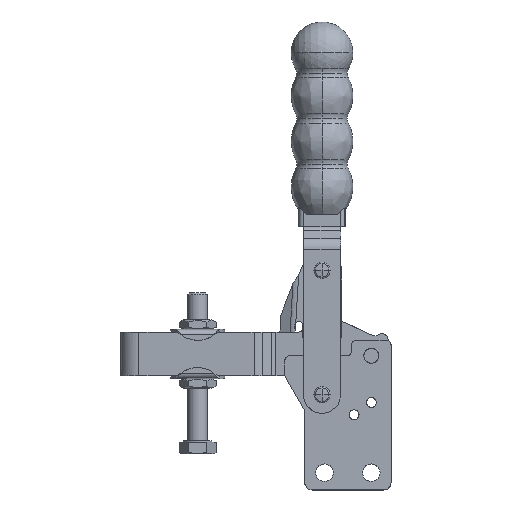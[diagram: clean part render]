
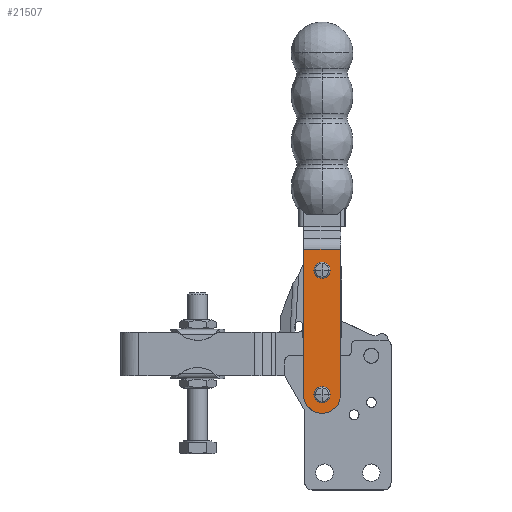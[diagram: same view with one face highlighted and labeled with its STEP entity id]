
A CAD part, top view. The second image highlights one B-rep face of the part: STEP entity #21507.
In plain terms, the highlighted planar face has unit normal (0, 0, 1).
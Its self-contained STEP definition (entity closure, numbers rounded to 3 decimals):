
#20878=AXIS2_PLACEMENT_3D('Circle Axis2P3D',#20876,#20877,$) ;
#21386=AXIS2_PLACEMENT_3D('Plane Axis2P3D',#21383,#21384,#21385) ;
#20813=CARTESIAN_POINT('Vertex',(-0.5,20.413,18.)) ;
#20816=CARTESIAN_POINT('Line Origine',(-0.5,49.909,18.)) ;
#20820=CARTESIAN_POINT('Vertex',(-0.5,79.405,18.)) ;
#20876=CARTESIAN_POINT('Axis2P3D Location',(7.,20.413,18.)) ;
#20880=CARTESIAN_POINT('Vertex',(14.5,20.413,18.)) ;
#20940=CARTESIAN_POINT('Vertex',(14.5,79.405,18.)) ;
#20943=CARTESIAN_POINT('Line Origine',(14.5,49.909,18.)) ;
#21383=CARTESIAN_POINT('Axis2P3D Location',(7.,92.813,18.)) ;
#21388=CARTESIAN_POINT('Line Origine',(7.,79.405,18.)) ;
#21400=CARTESIAN_POINT('Control Point',(10.,20.413,18.)) ;
#21401=CARTESIAN_POINT('Control Point',(10.,20.074,18.)) ;
#21402=CARTESIAN_POINT('Control Point',(9.952,19.735,18.)) ;
#21403=CARTESIAN_POINT('Control Point',(9.856,19.404,18.)) ;
#21404=CARTESIAN_POINT('Control Point',(9.573,18.78,18.)) ;
#21405=CARTESIAN_POINT('Control Point',(9.128,18.258,18.)) ;
#21406=CARTESIAN_POINT('Control Point',(8.87,18.031,18.)) ;
#21407=CARTESIAN_POINT('Control Point',(8.297,17.655,18.)) ;
#21408=CARTESIAN_POINT('Control Point',(7.642,17.453,18.)) ;
#21409=CARTESIAN_POINT('Control Point',(7.302,17.399,18.)) ;
#21410=CARTESIAN_POINT('Control Point',(6.616,17.39,18.)) ;
#21411=CARTESIAN_POINT('Control Point',(5.955,17.57,18.)) ;
#21412=CARTESIAN_POINT('Control Point',(5.639,17.707,18.)) ;
#21413=CARTESIAN_POINT('Control Point',(5.055,18.066,18.)) ;
#21414=CARTESIAN_POINT('Control Point',(4.594,18.573,18.)) ;
#21415=CARTESIAN_POINT('Control Point',(4.401,18.858,18.)) ;
#21416=CARTESIAN_POINT('Control Point',(4.167,19.337,18.)) ;
#21417=CARTESIAN_POINT('Control Point',(4.044,19.851,18.)) ;
#21418=CARTESIAN_POINT('Control Point',(4.015,20.038,18.)) ;
#21419=CARTESIAN_POINT('Control Point',(4.,20.226,18.)) ;
#21420=CARTESIAN_POINT('Control Point',(4.,20.413,18.)) ;
#21421=CARTESIAN_POINT('Vertex',(10.,20.413,18.)) ;
#21423=CARTESIAN_POINT('Vertex',(4.,20.413,18.)) ;
#21427=CARTESIAN_POINT('Control Point',(4.,20.413,18.)) ;
#21428=CARTESIAN_POINT('Control Point',(4.,20.753,18.)) ;
#21429=CARTESIAN_POINT('Control Point',(4.048,21.092,18.)) ;
#21430=CARTESIAN_POINT('Control Point',(4.144,21.423,18.)) ;
#21431=CARTESIAN_POINT('Control Point',(4.427,22.047,18.)) ;
#21432=CARTESIAN_POINT('Control Point',(4.872,22.569,18.)) ;
#21433=CARTESIAN_POINT('Control Point',(5.13,22.796,18.)) ;
#21434=CARTESIAN_POINT('Control Point',(5.703,23.172,18.)) ;
#21435=CARTESIAN_POINT('Control Point',(6.358,23.374,18.)) ;
#21436=CARTESIAN_POINT('Control Point',(6.698,23.427,18.)) ;
#21437=CARTESIAN_POINT('Control Point',(7.384,23.437,18.)) ;
#21438=CARTESIAN_POINT('Control Point',(8.045,23.256,18.)) ;
#21439=CARTESIAN_POINT('Control Point',(8.361,23.12,18.)) ;
#21440=CARTESIAN_POINT('Control Point',(8.945,22.76,18.)) ;
#21441=CARTESIAN_POINT('Control Point',(9.406,22.253,18.)) ;
#21442=CARTESIAN_POINT('Control Point',(9.599,21.969,18.)) ;
#21443=CARTESIAN_POINT('Control Point',(9.833,21.49,18.)) ;
#21444=CARTESIAN_POINT('Control Point',(9.956,20.976,18.)) ;
#21445=CARTESIAN_POINT('Control Point',(9.985,20.789,18.)) ;
#21446=CARTESIAN_POINT('Control Point',(10.,20.601,18.)) ;
#21447=CARTESIAN_POINT('Control Point',(10.,20.413,18.)) ;
#21454=CARTESIAN_POINT('Control Point',(10.,70.913,18.)) ;
#21455=CARTESIAN_POINT('Control Point',(10.,70.574,18.)) ;
#21456=CARTESIAN_POINT('Control Point',(9.952,70.235,18.)) ;
#21457=CARTESIAN_POINT('Control Point',(9.856,69.904,18.)) ;
#21458=CARTESIAN_POINT('Control Point',(9.573,69.28,18.)) ;
#21459=CARTESIAN_POINT('Control Point',(9.128,68.758,18.)) ;
#21460=CARTESIAN_POINT('Control Point',(8.87,68.531,18.)) ;
#21461=CARTESIAN_POINT('Control Point',(8.297,68.155,18.)) ;
#21462=CARTESIAN_POINT('Control Point',(7.642,67.953,18.)) ;
#21463=CARTESIAN_POINT('Control Point',(7.302,67.899,18.)) ;
#21464=CARTESIAN_POINT('Control Point',(6.616,67.89,18.)) ;
#21465=CARTESIAN_POINT('Control Point',(5.955,68.07,18.)) ;
#21466=CARTESIAN_POINT('Control Point',(5.639,68.207,18.)) ;
#21467=CARTESIAN_POINT('Control Point',(5.055,68.566,18.)) ;
#21468=CARTESIAN_POINT('Control Point',(4.594,69.073,18.)) ;
#21469=CARTESIAN_POINT('Control Point',(4.401,69.358,18.)) ;
#21470=CARTESIAN_POINT('Control Point',(4.167,69.837,18.)) ;
#21471=CARTESIAN_POINT('Control Point',(4.044,70.351,18.)) ;
#21472=CARTESIAN_POINT('Control Point',(4.015,70.538,18.)) ;
#21473=CARTESIAN_POINT('Control Point',(4.,70.726,18.)) ;
#21474=CARTESIAN_POINT('Control Point',(4.,70.913,18.)) ;
#21475=CARTESIAN_POINT('Vertex',(10.,70.913,18.)) ;
#21477=CARTESIAN_POINT('Vertex',(4.,70.913,18.)) ;
#21481=CARTESIAN_POINT('Control Point',(4.,70.913,18.)) ;
#21482=CARTESIAN_POINT('Control Point',(4.,71.253,18.)) ;
#21483=CARTESIAN_POINT('Control Point',(4.048,71.592,18.)) ;
#21484=CARTESIAN_POINT('Control Point',(4.144,71.923,18.)) ;
#21485=CARTESIAN_POINT('Control Point',(4.427,72.547,18.)) ;
#21486=CARTESIAN_POINT('Control Point',(4.872,73.069,18.)) ;
#21487=CARTESIAN_POINT('Control Point',(5.13,73.296,18.)) ;
#21488=CARTESIAN_POINT('Control Point',(5.703,73.672,18.)) ;
#21489=CARTESIAN_POINT('Control Point',(6.358,73.874,18.)) ;
#21490=CARTESIAN_POINT('Control Point',(6.698,73.927,18.)) ;
#21491=CARTESIAN_POINT('Control Point',(7.384,73.937,18.)) ;
#21492=CARTESIAN_POINT('Control Point',(8.045,73.756,18.)) ;
#21493=CARTESIAN_POINT('Control Point',(8.361,73.62,18.)) ;
#21494=CARTESIAN_POINT('Control Point',(8.945,73.26,18.)) ;
#21495=CARTESIAN_POINT('Control Point',(9.406,72.753,18.)) ;
#21496=CARTESIAN_POINT('Control Point',(9.599,72.469,18.)) ;
#21497=CARTESIAN_POINT('Control Point',(9.833,71.99,18.)) ;
#21498=CARTESIAN_POINT('Control Point',(9.956,71.476,18.)) ;
#21499=CARTESIAN_POINT('Control Point',(9.985,71.289,18.)) ;
#21500=CARTESIAN_POINT('Control Point',(10.,71.101,18.)) ;
#21501=CARTESIAN_POINT('Control Point',(10.,70.913,18.)) ;
#20817=DIRECTION('Vector Direction',(0.,1.,0.)) ;
#20877=DIRECTION('Axis2P3D Direction',(0.,0.,1.)) ;
#20944=DIRECTION('Vector Direction',(0.,-1.,0.)) ;
#21384=DIRECTION('Axis2P3D Direction',(0.,0.,1.)) ;
#21385=DIRECTION('Axis2P3D XDirection',(1.,0.,0.)) ;
#21389=DIRECTION('Vector Direction',(-1.,0.,0.)) ;
#20818=VECTOR('Line Direction',#20817,1.) ;
#20945=VECTOR('Line Direction',#20944,1.) ;
#21390=VECTOR('Line Direction',#21389,1.) ;
#21394=ORIENTED_EDGE('',*,*,#21392,.T.) ;
#21395=ORIENTED_EDGE('',*,*,#20822,.F.) ;
#21396=ORIENTED_EDGE('',*,*,#20882,.F.) ;
#21397=ORIENTED_EDGE('',*,*,#20947,.F.) ;
#21450=ORIENTED_EDGE('',*,*,#21425,.T.) ;
#21451=ORIENTED_EDGE('',*,*,#21448,.T.) ;
#21504=ORIENTED_EDGE('',*,*,#21479,.T.) ;
#21505=ORIENTED_EDGE('',*,*,#21502,.T.) ;
#21452=FACE_BOUND('',#21449,.T.) ;
#21506=FACE_BOUND('',#21503,.T.) ;
#21507=ADVANCED_FACE('VERTIKALSPANNER_TS_V_245_U_357852',(#21398,#21452,#21506),#21387,.T.) ;
#21399=B_SPLINE_CURVE_WITH_KNOTS('',5,(#21400,#21401,#21402,#21403,#21404,#21405,#21406,#21407,#21408,#21409,#21410,#21411,#21412,#21413,#21414,#21415,#21416,#21417,#21418,#21419,#21420),.UNSPECIFIED.,.F.,.U.,(6,3,3,3,3,3,6),(0.,2.4,4.8,7.2,9.6,12.,13.328),.UNSPECIFIED.) ;
#21426=B_SPLINE_CURVE_WITH_KNOTS('',5,(#21427,#21428,#21429,#21430,#21431,#21432,#21433,#21434,#21435,#21436,#21437,#21438,#21439,#21440,#21441,#21442,#21443,#21444,#21445,#21446,#21447),.UNSPECIFIED.,.F.,.U.,(6,3,3,3,3,3,6),(0.,2.4,4.8,7.2,9.6,12.,13.328),.UNSPECIFIED.) ;
#21453=B_SPLINE_CURVE_WITH_KNOTS('',5,(#21454,#21455,#21456,#21457,#21458,#21459,#21460,#21461,#21462,#21463,#21464,#21465,#21466,#21467,#21468,#21469,#21470,#21471,#21472,#21473,#21474),.UNSPECIFIED.,.F.,.U.,(6,3,3,3,3,3,6),(0.,2.4,4.8,7.2,9.6,12.,13.328),.UNSPECIFIED.) ;
#21480=B_SPLINE_CURVE_WITH_KNOTS('',5,(#21481,#21482,#21483,#21484,#21485,#21486,#21487,#21488,#21489,#21490,#21491,#21492,#21493,#21494,#21495,#21496,#21497,#21498,#21499,#21500,#21501),.UNSPECIFIED.,.F.,.U.,(6,3,3,3,3,3,6),(0.,2.4,4.8,7.2,9.6,12.,13.328),.UNSPECIFIED.) ;
#20879=CIRCLE('generated circle',#20878,7.5) ;
#20822=EDGE_CURVE('',#20814,#20821,#20819,.T.) ;
#20882=EDGE_CURVE('',#20881,#20814,#20879,.F.) ;
#20947=EDGE_CURVE('',#20941,#20881,#20946,.T.) ;
#21392=EDGE_CURVE('',#20941,#20821,#21391,.T.) ;
#21425=EDGE_CURVE('',#21422,#21424,#21399,.T.) ;
#21448=EDGE_CURVE('',#21424,#21422,#21426,.T.) ;
#21479=EDGE_CURVE('',#21476,#21478,#21453,.T.) ;
#21502=EDGE_CURVE('',#21478,#21476,#21480,.T.) ;
#21393=EDGE_LOOP('',(#21394,#21395,#21396,#21397)) ;
#21449=EDGE_LOOP('',(#21450,#21451)) ;
#21503=EDGE_LOOP('',(#21504,#21505)) ;
#21398=FACE_OUTER_BOUND('',#21393,.T.) ;
#20819=LINE('Line',#20816,#20818) ;
#20946=LINE('Line',#20943,#20945) ;
#21391=LINE('Line',#21388,#21390) ;
#21387=PLANE('Plane',#21386) ;
#20814=VERTEX_POINT('',#20813) ;
#20821=VERTEX_POINT('',#20820) ;
#20881=VERTEX_POINT('',#20880) ;
#20941=VERTEX_POINT('',#20940) ;
#21422=VERTEX_POINT('',#21421) ;
#21424=VERTEX_POINT('',#21423) ;
#21476=VERTEX_POINT('',#21475) ;
#21478=VERTEX_POINT('',#21477) ;
